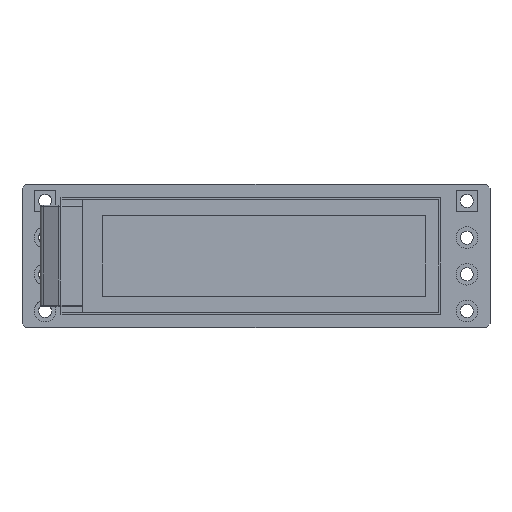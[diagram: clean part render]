
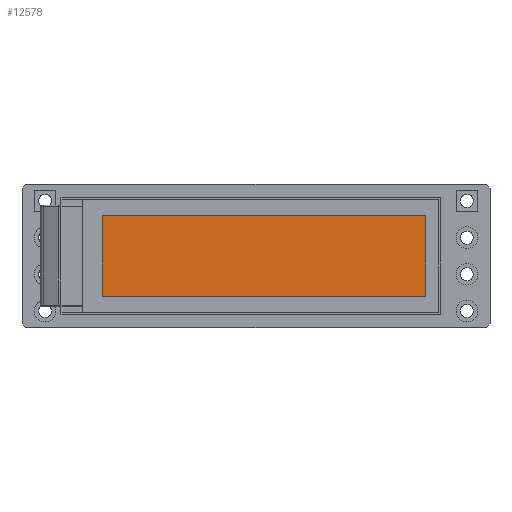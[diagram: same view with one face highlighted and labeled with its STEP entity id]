
A CAD part, top view. The second image highlights one B-rep face of the part: STEP entity #12578.
In plain terms, the highlighted planar face has unit normal (0, 0, 1).
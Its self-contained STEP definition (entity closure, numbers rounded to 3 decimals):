
#1524 = CARTESIAN_POINT ( 'NONE',  ( 11.745, 2.79, 2.899 ) ) ;
#2850 = ORIENTED_EDGE ( 'NONE', *, *, #12863, .T. ) ;
#4302 = CARTESIAN_POINT ( 'NONE',  ( -10.635, 2.79, 2.899 ) ) ;
#4983 = LINE ( 'NONE', #45392, #29114 ) ;
#5225 = VERTEX_POINT ( 'NONE', #31098 ) ;
#6489 = ORIENTED_EDGE ( 'NONE', *, *, #33537, .T. ) ;
#7538 = CARTESIAN_POINT ( 'NONE',  ( 0., 0., 2.899 ) ) ;
#7943 = LINE ( 'NONE', #4302, #17507 ) ;
#10871 = EDGE_LOOP ( 'NONE', ( #36749, #2850, #31835, #6489 ) ) ;
#11527 = DIRECTION ( 'NONE',  ( 1., 0., 0. ) ) ;
#12578 = ADVANCED_FACE ( 'NONE', ( #25768 ), #29669, .T. ) ;
#12863 = EDGE_CURVE ( 'NONE', #30984, #5225, #4983, .T. ) ;
#15071 = AXIS2_PLACEMENT_3D ( 'NONE', #7538, #18694, #44550 ) ;
#17507 = VECTOR ( 'NONE', #22762, 1000. ) ;
#18694 = DIRECTION ( 'NONE',  ( 0., 0., 1. ) ) ;
#19136 = LINE ( 'NONE', #25730, #25670 ) ;
#19392 = EDGE_CURVE ( 'NONE', #5225, #31159, #19136, .T. ) ;
#22762 = DIRECTION ( 'NONE',  ( -1., 0., 0. ) ) ;
#25670 = VECTOR ( 'NONE', #34035, 1000. ) ;
#25730 = CARTESIAN_POINT ( 'NONE',  ( 11.745, 2.79, 2.899 ) ) ;
#25768 = FACE_OUTER_BOUND ( 'NONE', #10871, .T. ) ;
#29114 = VECTOR ( 'NONE', #11527, 1000. ) ;
#29669 = PLANE ( 'NONE',  #15071 ) ;
#30984 = VERTEX_POINT ( 'NONE', #41002 ) ;
#31098 = CARTESIAN_POINT ( 'NONE',  ( 11.745, -2.79, 2.899 ) ) ;
#31159 = VERTEX_POINT ( 'NONE', #1524 ) ;
#31835 = ORIENTED_EDGE ( 'NONE', *, *, #19392, .T. ) ;
#33537 = EDGE_CURVE ( 'NONE', #31159, #39204, #7943, .T. ) ;
#33955 = CARTESIAN_POINT ( 'NONE',  ( -10.635, 2.79, 2.899 ) ) ;
#34035 = DIRECTION ( 'NONE',  ( 0., 1., 0. ) ) ;
#34477 = LINE ( 'NONE', #42735, #42394 ) ;
#36749 = ORIENTED_EDGE ( 'NONE', *, *, #41035, .T. ) ;
#39204 = VERTEX_POINT ( 'NONE', #33955 ) ;
#41002 = CARTESIAN_POINT ( 'NONE',  ( -10.635, -2.79, 2.899 ) ) ;
#41035 = EDGE_CURVE ( 'NONE', #39204, #30984, #34477, .T. ) ;
#42394 = VECTOR ( 'NONE', #46398, 1000. ) ;
#42735 = CARTESIAN_POINT ( 'NONE',  ( -10.635, 2.79, 2.899 ) ) ;
#44550 = DIRECTION ( 'NONE',  ( 1., 0., 0. ) ) ;
#45392 = CARTESIAN_POINT ( 'NONE',  ( -10.635, -2.79, 2.899 ) ) ;
#46398 = DIRECTION ( 'NONE',  ( 0., -1., 0. ) ) ;
